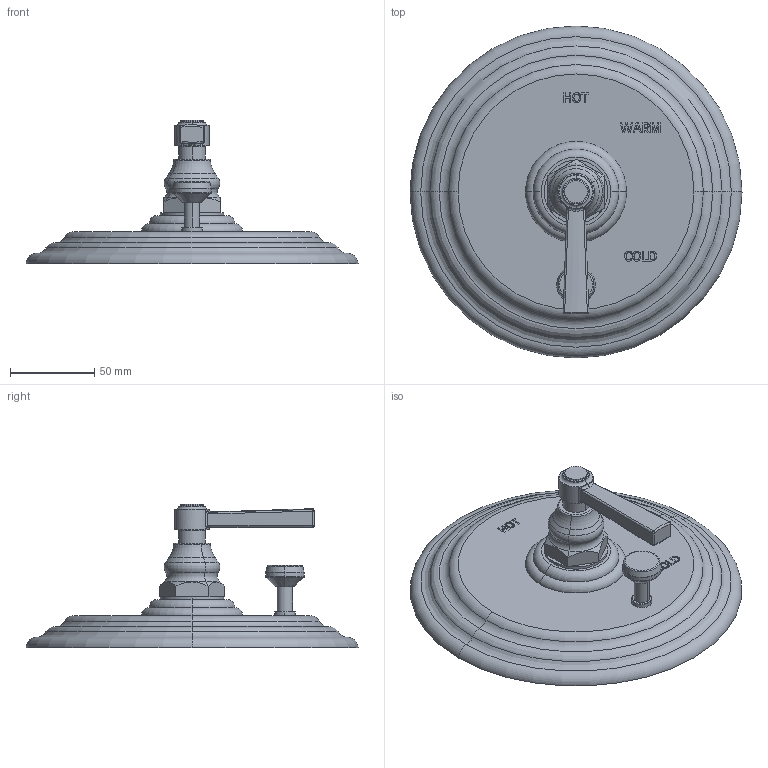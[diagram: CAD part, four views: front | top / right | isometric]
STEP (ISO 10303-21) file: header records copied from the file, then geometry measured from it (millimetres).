
FILE_DESCRIPTION((''),'2;1');
FILE_NAME('5-912BP','2021-06-07T14:11:46',('jinson.thomas'),(''),'CREO PARAMETRIC BY PTC INC, 2018400','CREO PARAMETRIC BY PTC INC, 2018400','');
FILE_SCHEMA(('CONFIG_CONTROL_DESIGN'));
Length unit declared in the file: inch
Products named in the file (1): 5-912BP
Bounding box: 196.85 x 196.85 x 85.32 mm (x, y, z)
Volume: 518973.6 mm3; surface area: 75563.2 mm2
Topology: 1 solids, 1 shells, 284 faces, 691 edges, 435 vertices
Faces by surface type: plane 130, extrusion 64, torus 36, bspline 22, cylinder 20, cone 8, sphere 4
Entity records: 9250 total; most frequent: CARTESIAN_POINT 2885, ORIENTED_EDGE 1382, DIRECTION 1115, EDGE_CURVE 691, VERTEX_POINT 435, VECTOR 427, LINE 363, AXIS2_PLACEMENT_3D 344
